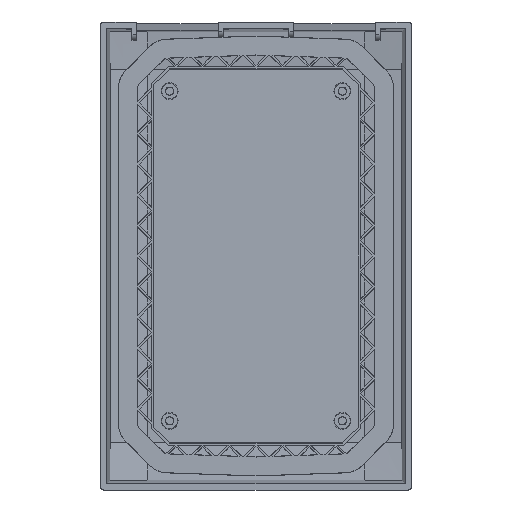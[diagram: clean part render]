
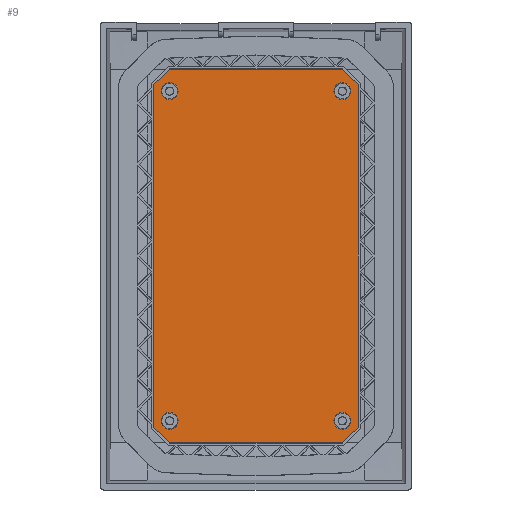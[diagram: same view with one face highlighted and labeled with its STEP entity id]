
A CAD part, front view. The second image highlights one B-rep face of the part: STEP entity #9.
In plain terms, the highlighted planar face has unit normal (0, -1, 0).
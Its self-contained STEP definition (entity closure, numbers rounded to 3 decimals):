
#9 = ADVANCED_FACE ( 'NONE', ( #15298, #15300, #15291, #15299, #15292 ), #2318, .T. ) ;
#449 = EDGE_CURVE ( 'NONE', #10929, #11550, #12161, .T. ) ;
#450 = EDGE_CURVE ( 'NONE', #11156, #10931, #12162, .T. ) ;
#455 = EDGE_CURVE ( 'NONE', #11555, #11199, #12168, .T. ) ;
#460 = EDGE_CURVE ( 'NONE', #11101, #11462, #12176, .T. ) ;
#1051 = EDGE_LOOP ( 'NONE', ( #15921, #15920 ) ) ;
#1325 = VERTEX_POINT ( 'NONE', #5319 ) ;
#2318 = PLANE ( 'NONE',  #10443 ) ;
#2345 = DIRECTION ( 'NONE',  ( 0., -1., 0. ) ) ;
#2352 = CARTESIAN_POINT ( 'NONE',  ( -99., 25.5, 149. ) ) ;
#2388 = AXIS2_PLACEMENT_3D ( 'NONE', #3445, #3446, #3447 ) ;
#2389 = AXIS2_PLACEMENT_3D ( 'NONE', #3449, #3450, #3451 ) ;
#2391 = AXIS2_PLACEMENT_3D ( 'NONE', #3462, #3463, #3464 ) ;
#2394 = AXIS2_PLACEMENT_3D ( 'NONE', #3472, #3473, #3474 ) ;
#2456 = DIRECTION ( 'NONE',  ( 0., 0., -1. ) ) ;
#3445 = CARTESIAN_POINT ( 'NONE',  ( 55., 25.5, 105. ) ) ;
#3446 = DIRECTION ( 'NONE',  ( 0., -1., 0. ) ) ;
#3447 = DIRECTION ( 'NONE',  ( 0., 0., -1. ) ) ;
#3449 = CARTESIAN_POINT ( 'NONE',  ( -55., 25.5, 105. ) ) ;
#3450 = DIRECTION ( 'NONE',  ( 0., -1., 0. ) ) ;
#3451 = DIRECTION ( 'NONE',  ( 0., 0., -1. ) ) ;
#3462 = CARTESIAN_POINT ( 'NONE',  ( 55., 25.5, -105. ) ) ;
#3463 = DIRECTION ( 'NONE',  ( 0., -1., 0. ) ) ;
#3464 = DIRECTION ( 'NONE',  ( 0., 0., -1. ) ) ;
#3472 = CARTESIAN_POINT ( 'NONE',  ( -55., 25.5, -105. ) ) ;
#3473 = DIRECTION ( 'NONE',  ( 0., -1., 0. ) ) ;
#3474 = DIRECTION ( 'NONE',  ( 0., 0., -1. ) ) ;
#5196 = AXIS2_PLACEMENT_3D ( 'NONE', #8116, #8117, #8118 ) ;
#5197 = AXIS2_PLACEMENT_3D ( 'NONE', #8119, #8120, #8121 ) ;
#5198 = AXIS2_PLACEMENT_3D ( 'NONE', #8124, #8125, #8126 ) ;
#5200 = AXIS2_PLACEMENT_3D ( 'NONE', #8129, #8130, #8131 ) ;
#5319 = CARTESIAN_POINT ( 'NONE',  ( 65., 25.5, 109. ) ) ;
#6517 = LINE ( 'NONE', #8043, #6520 ) ;
#6519 = LINE ( 'NONE', #8128, #6576 ) ;
#6520 = VECTOR ( 'NONE', #8044, 1000. ) ;
#6523 = LINE ( 'NONE', #8048, #6526 ) ;
#6526 = VECTOR ( 'NONE', #8049, 1000. ) ;
#6531 = LINE ( 'NONE', #8056, #6534 ) ;
#6534 = VECTOR ( 'NONE', #8057, 1000. ) ;
#6539 = LINE ( 'NONE', #8064, #6542 ) ;
#6542 = VECTOR ( 'NONE', #8065, 1000. ) ;
#6543 = LINE ( 'NONE', #8068, #6546 ) ;
#6546 = VECTOR ( 'NONE', #8069, 1000. ) ;
#6551 = LINE ( 'NONE', #8076, #6554 ) ;
#6554 = VECTOR ( 'NONE', #8077, 1000. ) ;
#6568 = CIRCLE ( 'NONE', #5196, 5.367 ) ;
#6569 = CIRCLE ( 'NONE', #5197, 5.367 ) ;
#6570 = CIRCLE ( 'NONE', #5198, 5.367 ) ;
#6571 = CIRCLE ( 'NONE', #5200, 5.367 ) ;
#6572 = LINE ( 'NONE', #8122, #6574 ) ;
#6574 = VECTOR ( 'NONE', #8123, 1000. ) ;
#6576 = VECTOR ( 'NONE', #8133, 1000. ) ;
#8043 = CARTESIAN_POINT ( 'NONE',  ( -65., 25.5, 109. ) ) ;
#8044 = DIRECTION ( 'NONE',  ( 0., 0., -1. ) ) ;
#8048 = CARTESIAN_POINT ( 'NONE',  ( -65., 25.5, -109. ) ) ;
#8049 = DIRECTION ( 'NONE',  ( 0.707, 0., -0.707 ) ) ;
#8056 = CARTESIAN_POINT ( 'NONE',  ( 112., 25.5, -62. ) ) ;
#8057 = DIRECTION ( 'NONE',  ( -0.707, 0., -0.707 ) ) ;
#8064 = CARTESIAN_POINT ( 'NONE',  ( 65., 25.5, 109. ) ) ;
#8065 = DIRECTION ( 'NONE',  ( 0., 0., 1. ) ) ;
#8068 = CARTESIAN_POINT ( 'NONE',  ( 55., 25.5, 119. ) ) ;
#8069 = DIRECTION ( 'NONE',  ( -0.707, 0., 0.707 ) ) ;
#8076 = CARTESIAN_POINT ( 'NONE',  ( -62., 25.5, 112. ) ) ;
#8077 = DIRECTION ( 'NONE',  ( 0.707, 0., 0.707 ) ) ;
#8116 = CARTESIAN_POINT ( 'NONE',  ( -55., 25.5, 105. ) ) ;
#8117 = DIRECTION ( 'NONE',  ( 0., -1., 0. ) ) ;
#8118 = DIRECTION ( 'NONE',  ( 0., 0., -1. ) ) ;
#8119 = CARTESIAN_POINT ( 'NONE',  ( 55., 25.5, 105. ) ) ;
#8120 = DIRECTION ( 'NONE',  ( 0., -1., 0. ) ) ;
#8121 = DIRECTION ( 'NONE',  ( 0., 0., -1. ) ) ;
#8122 = CARTESIAN_POINT ( 'NONE',  ( -99., 25.5, 118.804 ) ) ;
#8123 = DIRECTION ( 'NONE',  ( 1., 0., 0. ) ) ;
#8124 = CARTESIAN_POINT ( 'NONE',  ( -55., 25.5, -105. ) ) ;
#8125 = DIRECTION ( 'NONE',  ( 0., -1., 0. ) ) ;
#8126 = DIRECTION ( 'NONE',  ( 0., 0., -1. ) ) ;
#8128 = CARTESIAN_POINT ( 'NONE',  ( 572.547, 25.5, -118.804 ) ) ;
#8129 = CARTESIAN_POINT ( 'NONE',  ( 55., 25.5, -105. ) ) ;
#8130 = DIRECTION ( 'NONE',  ( 0., -1., 0. ) ) ;
#8131 = DIRECTION ( 'NONE',  ( 0., 0., -1. ) ) ;
#8133 = DIRECTION ( 'NONE',  ( 1., 0., 0. ) ) ;
#8497 = CARTESIAN_POINT ( 'NONE',  ( -55., 25.5, 99.633 ) ) ;
#8506 = CARTESIAN_POINT ( 'NONE',  ( 55., 25.5, 99.633 ) ) ;
#8549 = CARTESIAN_POINT ( 'NONE',  ( -55., 25.5, -110.367 ) ) ;
#8553 = CARTESIAN_POINT ( 'NONE',  ( -55., 25.5, 110.367 ) ) ;
#8562 = CARTESIAN_POINT ( 'NONE',  ( 55., 25.5, -110.367 ) ) ;
#8627 = CARTESIAN_POINT ( 'NONE',  ( -55., 25.5, -99.633 ) ) ;
#8646 = CARTESIAN_POINT ( 'NONE',  ( 55., 25.5, 110.367 ) ) ;
#8648 = CARTESIAN_POINT ( 'NONE',  ( 55., 25.5, -99.633 ) ) ;
#9113 = CARTESIAN_POINT ( 'NONE',  ( 55.196, 25.5, 118.804 ) ) ;
#9125 = CARTESIAN_POINT ( 'NONE',  ( -65., 25.5, 109. ) ) ;
#9126 = CARTESIAN_POINT ( 'NONE',  ( -55.196, 25.5, -118.804 ) ) ;
#9131 = CARTESIAN_POINT ( 'NONE',  ( 55.196, 25.5, -118.804 ) ) ;
#9140 = CARTESIAN_POINT ( 'NONE',  ( 65., 25.5, -109. ) ) ;
#9190 = CARTESIAN_POINT ( 'NONE',  ( -65., 25.5, -109. ) ) ;
#9315 = CARTESIAN_POINT ( 'NONE',  ( -55.196, 25.5, 118.804 ) ) ;
#9616 = EDGE_LOOP ( 'NONE', ( #15919, #15918 ) ) ;
#9621 = EDGE_LOOP ( 'NONE', ( #15923, #15924 ) ) ;
#9635 = EDGE_LOOP ( 'NONE', ( #15970, #15969 ) ) ;
#9640 = EDGE_LOOP ( 'NONE', ( #15910, #15908, #15917, #15916, #15915, #15914, #15913, #15922 ) ) ;
#10235 = EDGE_CURVE ( 'NONE', #15099, #15164, #6517, .T. ) ;
#10238 = EDGE_CURVE ( 'NONE', #15164, #15100, #6523, .T. ) ;
#10242 = EDGE_CURVE ( 'NONE', #15114, #15105, #6531, .T. ) ;
#10246 = EDGE_CURVE ( 'NONE', #15114, #1325, #6539, .T. ) ;
#10248 = EDGE_CURVE ( 'NONE', #1325, #15087, #6543, .T. ) ;
#10252 = EDGE_CURVE ( 'NONE', #15099, #15289, #6551, .T. ) ;
#10266 = EDGE_CURVE ( 'NONE', #10931, #11156, #6568, .T. ) ;
#10267 = EDGE_CURVE ( 'NONE', #11550, #10929, #6569, .T. ) ;
#10268 = EDGE_CURVE ( 'NONE', #11462, #11101, #6570, .T. ) ;
#10269 = EDGE_CURVE ( 'NONE', #11199, #11555, #6571, .T. ) ;
#10270 = EDGE_CURVE ( 'NONE', #15289, #15087, #6572, .T. ) ;
#10271 = EDGE_CURVE ( 'NONE', #15100, #15105, #6519, .T. ) ;
#10443 = AXIS2_PLACEMENT_3D ( 'NONE', #2352, #2345, #2456 ) ;
#10929 = VERTEX_POINT ( 'NONE', #8506 ) ;
#10931 = VERTEX_POINT ( 'NONE', #8497 ) ;
#11101 = VERTEX_POINT ( 'NONE', #8549 ) ;
#11156 = VERTEX_POINT ( 'NONE', #8553 ) ;
#11199 = VERTEX_POINT ( 'NONE', #8562 ) ;
#11462 = VERTEX_POINT ( 'NONE', #8627 ) ;
#11550 = VERTEX_POINT ( 'NONE', #8646 ) ;
#11555 = VERTEX_POINT ( 'NONE', #8648 ) ;
#12161 = CIRCLE ( 'NONE', #2388, 5.367 ) ;
#12162 = CIRCLE ( 'NONE', #2389, 5.367 ) ;
#12168 = CIRCLE ( 'NONE', #2391, 5.367 ) ;
#12176 = CIRCLE ( 'NONE', #2394, 5.367 ) ;
#15087 = VERTEX_POINT ( 'NONE', #9113 ) ;
#15099 = VERTEX_POINT ( 'NONE', #9125 ) ;
#15100 = VERTEX_POINT ( 'NONE', #9126 ) ;
#15105 = VERTEX_POINT ( 'NONE', #9131 ) ;
#15114 = VERTEX_POINT ( 'NONE', #9140 ) ;
#15164 = VERTEX_POINT ( 'NONE', #9190 ) ;
#15289 = VERTEX_POINT ( 'NONE', #9315 ) ;
#15291 = FACE_BOUND ( 'NONE', #9616, .T. ) ;
#15292 = FACE_BOUND ( 'NONE', #9635, .T. ) ;
#15298 = FACE_OUTER_BOUND ( 'NONE', #9640, .T. ) ;
#15299 = FACE_BOUND ( 'NONE', #9621, .T. ) ;
#15300 = FACE_BOUND ( 'NONE', #1051, .T. ) ;
#15908 = ORIENTED_EDGE ( 'NONE', *, *, #10248, .T. ) ;
#15910 = ORIENTED_EDGE ( 'NONE', *, *, #10246, .T. ) ;
#15913 = ORIENTED_EDGE ( 'NONE', *, *, #10271, .T. ) ;
#15914 = ORIENTED_EDGE ( 'NONE', *, *, #10238, .T. ) ;
#15915 = ORIENTED_EDGE ( 'NONE', *, *, #10235, .T. ) ;
#15916 = ORIENTED_EDGE ( 'NONE', *, *, #10252, .F. ) ;
#15917 = ORIENTED_EDGE ( 'NONE', *, *, #10270, .F. ) ;
#15918 = ORIENTED_EDGE ( 'NONE', *, *, #460, .F. ) ;
#15919 = ORIENTED_EDGE ( 'NONE', *, *, #10268, .F. ) ;
#15920 = ORIENTED_EDGE ( 'NONE', *, *, #455, .F. ) ;
#15921 = ORIENTED_EDGE ( 'NONE', *, *, #10269, .F. ) ;
#15922 = ORIENTED_EDGE ( 'NONE', *, *, #10242, .F. ) ;
#15923 = ORIENTED_EDGE ( 'NONE', *, *, #10266, .F. ) ;
#15924 = ORIENTED_EDGE ( 'NONE', *, *, #450, .F. ) ;
#15969 = ORIENTED_EDGE ( 'NONE', *, *, #449, .F. ) ;
#15970 = ORIENTED_EDGE ( 'NONE', *, *, #10267, .F. ) ;
